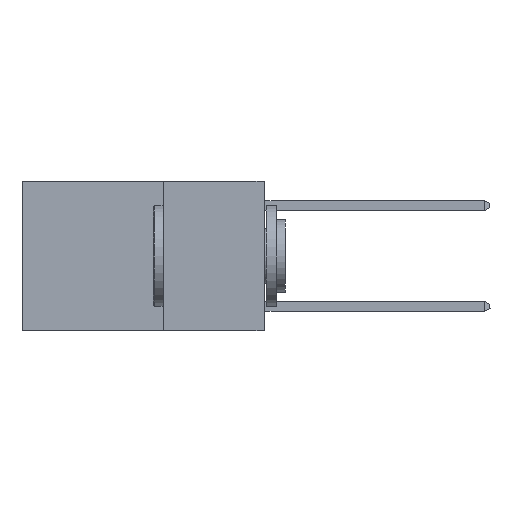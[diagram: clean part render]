
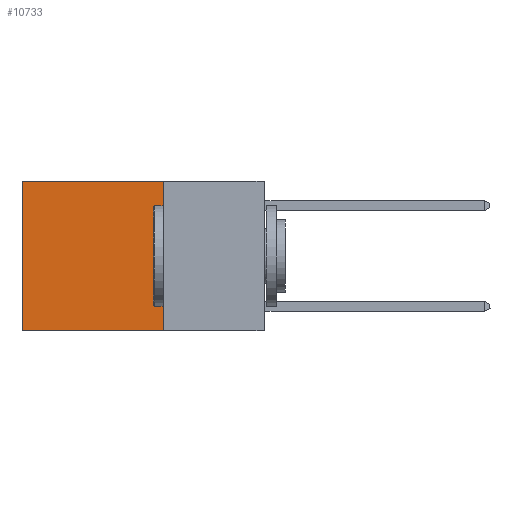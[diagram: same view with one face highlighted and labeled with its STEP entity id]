
A CAD part, left-side view. The second image highlights one B-rep face of the part: STEP entity #10733.
In plain terms, the highlighted planar face has unit normal (-1, 0, 0).
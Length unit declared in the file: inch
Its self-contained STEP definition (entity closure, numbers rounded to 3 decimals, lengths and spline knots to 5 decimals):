
#526 = VERTEX_POINT ( 'NONE', #6845 ) ;
#621 = CARTESIAN_POINT ( 'NONE',  ( 0.2625, 0.25, 0. ) ) ;
#1152 = ORIENTED_EDGE ( 'NONE', *, *, #6399, .T. ) ;
#1179 = VECTOR ( 'NONE', #4259, 39.37008 ) ;
#1276 = ORIENTED_EDGE ( 'NONE', *, *, #3687, .F. ) ;
#1291 = ORIENTED_EDGE ( 'NONE', *, *, #7998, .F. ) ;
#1396 = ORIENTED_EDGE ( 'NONE', *, *, #3299, .T. ) ;
#1617 = LINE ( 'NONE', #6854, #11419 ) ;
#2223 = PLANE ( 'NONE',  #12257 ) ;
#2239 = FACE_OUTER_BOUND ( 'NONE', #7663, .T. ) ;
#3177 = DIRECTION ( 'NONE',  ( 0., 0., -1. ) ) ;
#3299 = EDGE_CURVE ( 'NONE', #10107, #526, #11305, .T. ) ;
#3687 = EDGE_CURVE ( 'NONE', #8223, #9536, #9808, .T. ) ;
#4050 = DIRECTION ( 'NONE',  ( 0., 0., -1. ) ) ;
#4259 = DIRECTION ( 'NONE',  ( 0., 1., 0. ) ) ;
#4309 = CARTESIAN_POINT ( 'NONE',  ( 0.2625, 0.6, -0.37 ) ) ;
#4738 = VECTOR ( 'NONE', #8090, 39.37008 ) ;
#5710 = VECTOR ( 'NONE', #6324, 39.37008 ) ;
#5959 = CARTESIAN_POINT ( 'NONE',  ( 0.2625, 0.25, 0. ) ) ;
#6324 = DIRECTION ( 'NONE',  ( 0., 0., -1. ) ) ;
#6399 = EDGE_CURVE ( 'NONE', #526, #9536, #1617, .T. ) ;
#6845 = CARTESIAN_POINT ( 'NONE',  ( 0.2625, 0.6, 0. ) ) ;
#6854 = CARTESIAN_POINT ( 'NONE',  ( 0.2625, 0.6, 0. ) ) ;
#7663 = EDGE_LOOP ( 'NONE', ( #1152, #1276, #1291, #1396 ) ) ;
#7956 = LINE ( 'NONE', #9293, #5710 ) ;
#7998 = EDGE_CURVE ( 'NONE', #10107, #8223, #7956, .T. ) ;
#8090 = DIRECTION ( 'NONE',  ( 0., 1., 0. ) ) ;
#8128 = CARTESIAN_POINT ( 'NONE',  ( 0.2625, 0.25, -0.37 ) ) ;
#8223 = VERTEX_POINT ( 'NONE', #9963 ) ;
#8891 = DIRECTION ( 'NONE',  ( 1., 0., 0. ) ) ;
#9293 = CARTESIAN_POINT ( 'NONE',  ( 0.2625, 0.25, 0. ) ) ;
#9536 = VERTEX_POINT ( 'NONE', #4309 ) ;
#9808 = LINE ( 'NONE', #8128, #4738 ) ;
#9963 = CARTESIAN_POINT ( 'NONE',  ( 0.2625, 0.25, -0.37 ) ) ;
#10107 = VERTEX_POINT ( 'NONE', #11946 ) ;
#10733 = ADVANCED_FACE ( 'NONE', ( #2239 ), #2223, .F. ) ;
#11305 = LINE ( 'NONE', #621, #1179 ) ;
#11419 = VECTOR ( 'NONE', #4050, 39.37008 ) ;
#11946 = CARTESIAN_POINT ( 'NONE',  ( 0.2625, 0.25, 0. ) ) ;
#12257 = AXIS2_PLACEMENT_3D ( 'NONE', #5959, #8891, #3177 ) ;
